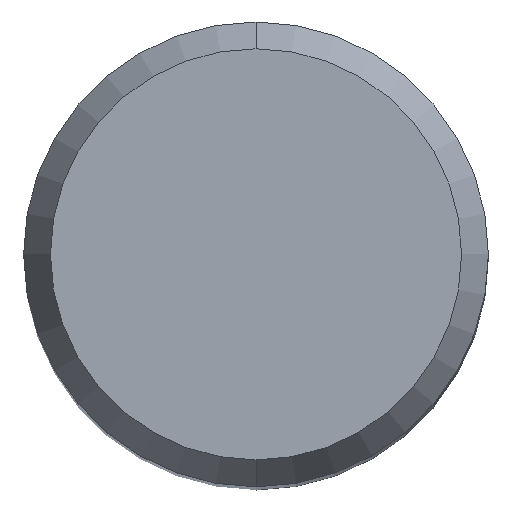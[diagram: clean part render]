
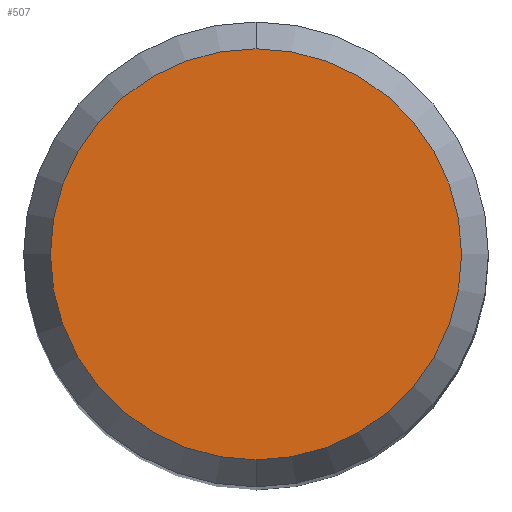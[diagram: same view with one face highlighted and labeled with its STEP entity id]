
A CAD part, top view. The second image highlights one B-rep face of the part: STEP entity #507.
In plain terms, the highlighted planar face has unit normal (0, 0, 1).
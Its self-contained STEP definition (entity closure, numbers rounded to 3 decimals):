
#233=EDGE_CURVE('',#299,#497,#592,.T.);
#299=VERTEX_POINT('',#663);
#471=EDGE_CURVE('',#497,#299,#860,.T.);
#497=VERTEX_POINT('',#891);
#507=ADVANCED_FACE('',(#902),#903,.T.);
#592=CIRCLE('',#1077,4.423);
#663=CARTESIAN_POINT('',(0.,-4.423,0.0));
#860=CIRCLE('',#1546,4.423);
#891=CARTESIAN_POINT('',(0.0,4.423,0.0));
#902=FACE_OUTER_BOUND('',#1625,.T.);
#903=PLANE('',#1626);
#1077=AXIS2_PLACEMENT_3D('',#1708,#1709,#1710);
#1546=AXIS2_PLACEMENT_3D('',#2028,#2029,#2030);
#1625=EDGE_LOOP('',(#2086,#2087));
#1626=AXIS2_PLACEMENT_3D('',#2088,#2089,#2090);
#1708=CARTESIAN_POINT('',(0.0,0.0,0.0));
#1709=DIRECTION('',(0.0,0.0,-1.0));
#1710=DIRECTION('',(0.0,1.0,0.0));
#2028=CARTESIAN_POINT('',(0.0,0.0,0.0));
#2029=DIRECTION('',(0.0,0.0,-1.0));
#2030=DIRECTION('',(0.0,1.0,0.0));
#2086=ORIENTED_EDGE('',*,*,#471,.F.);
#2087=ORIENTED_EDGE('',*,*,#233,.F.);
#2088=CARTESIAN_POINT('',(0.0,2.211,0.0));
#2089=DIRECTION('',(-0.0,0.0,1.0));
#2090=DIRECTION('',(0.0,-1.0,0.0));
